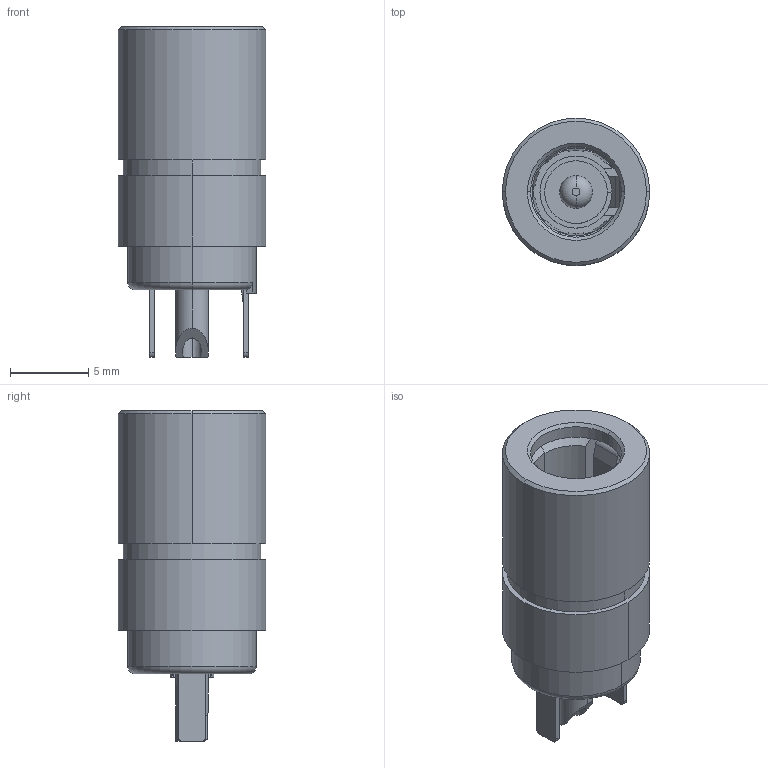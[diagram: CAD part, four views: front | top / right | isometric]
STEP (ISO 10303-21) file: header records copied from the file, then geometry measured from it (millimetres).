
FILE_DESCRIPTION (( 'STEP AP203' ), '1' );
FILE_NAME ('50-01002.STEP', '2022-09-26T17:17:11', ( '' ), ( '' ), 'SwSTEP 2.0', 'SolidWorks 2021', '' );
FILE_SCHEMA (( 'CONFIG_CONTROL_DESIGN' ));
Length unit declared in the file: millimetre
Products named in the file (11): ____1-0721.STEP; ____2-0721.STEP; 50-01002; ____1-0721-1.STEP; __1-0721.STEP; 50-01002_center pin; Switch-0721.STEP; ____2-0721-0.STEP; 50-00999.STEP; ____3-0721.STEP; __2-0721.STEP
Assembly tree (10 placements, depth 3):
  50-01002
    50-00999.STEP
      ____3-0721.STEP
      Switch-0721.STEP
      ____2-0721.STEP
      __2-0721.STEP
      ____2-0721-0.STEP
      ____1-0721.STEP
      ____1-0721-1.STEP
      __1-0721.STEP
    50-01002_center pin
Bounding box: 9.4 x 9.4 x 21.1 mm (x, y, z)
Volume: 781.7 mm3; surface area: 2281.7 mm2
Topology: 11 solids, 11 shells, 362 faces, 999 edges, 650 vertices
Faces by surface type: plane 151, cylinder 149, torus 46, cone 12, sphere 4
Entity records: 13039 total; most frequent: CARTESIAN_POINT 2781, ORIENTED_EDGE 1986, DIRECTION 1860, EDGE_CURVE 993, AXIS2_PLACEMENT_3D 719, VERTEX_POINT 650, LINE 422, VECTOR 422
